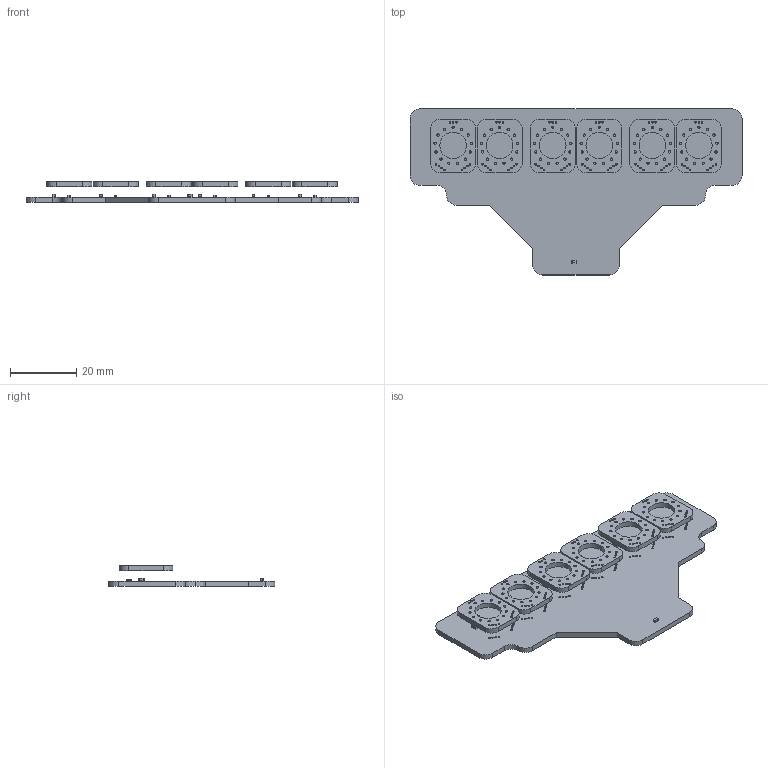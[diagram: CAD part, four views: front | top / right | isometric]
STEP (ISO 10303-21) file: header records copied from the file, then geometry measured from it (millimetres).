
FILE_DESCRIPTION(('KiCad electronic assembly'),'2;1');
FILE_NAME('NixieTubeBoard.step','2021-03-11T22:34:31',('An Author'),( 'A Company'),'Open CASCADE STEP processor 7.5', 'KiCad to STEP converter','Unknown');
FILE_SCHEMA(('AUTOMOTIVE_DESIGN { 1 0 10303 214 1 1 1 1 }'));
Length unit declared in the file: millimetre
Products named in the file (8): Open CASCADE STEP translator 7.5 1; C_0603_1608Metric; SOLID; R_0603_1608Metric; NixieTubeJackBoard; COMPOUND
Assembly tree (23 placements, depth 3):
  Open CASCADE STEP translator 7.5 1
    C_0603_1608Metric  x7
      SOLID
    R_0603_1608Metric  x6
      SOLID
    NixieTubeJackBoard  x6
      COMPOUND
    COMPOUND
Bounding box: 100 x 50 x 6.25 mm (x, y, z)
Volume: 7024.7 mm3; surface area: 10645.7 mm2
Topology: 20 solids, 20 shells, 652 faces, 1770 edges, 1172 vertices
Faces by surface type: cylinder 382, plane 270
Full cylindrical faces by diameter (mm): 0.5 x132, 0.7 x78, 8 x6
Entity records: 13529 total; most frequent: CARTESIAN_POINT 2166, DIRECTION 2145, LINE 1009, VECTOR 1009, ORIENTED_EDGE 1006, PCURVE 1006, DEFINITIONAL_REPRESENTATION 1006, EDGE_CURVE 503
